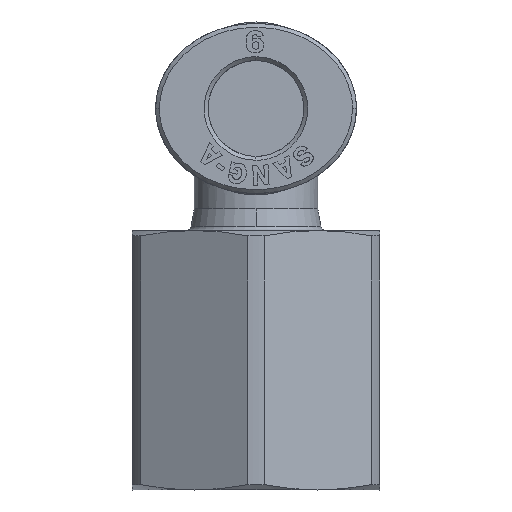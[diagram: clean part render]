
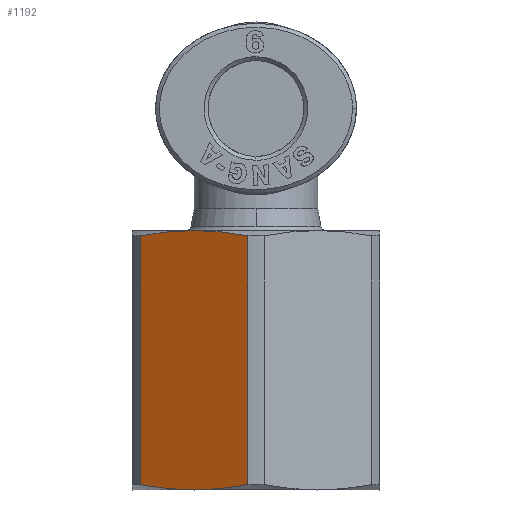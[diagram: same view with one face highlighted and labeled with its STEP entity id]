
A CAD part, left-side view. The second image highlights one B-rep face of the part: STEP entity #1192.
In plain terms, the highlighted planar face has unit normal (-0.866, 0.5, 0).
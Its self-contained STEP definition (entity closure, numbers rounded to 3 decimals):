
#184 = VERTEX_POINT ( 'NONE', #17611 ) ;
#290 = CARTESIAN_POINT ( 'NONE',  ( -5.646, 4., -8.116 ) ) ;
#470 = CARTESIAN_POINT ( 'NONE',  ( -4.304, 6.324, -8.245 ) ) ;
#781 = CARTESIAN_POINT ( 'NONE',  ( -4.304, 6.324, -24.787 ) ) ;
#1033 = ORIENTED_EDGE ( 'NONE', *, *, #18556, .T. ) ;
#1192 = ADVANCED_FACE ( 'NONE', ( #3198 ), #13865, .T. ) ;
#1975 = AXIS2_PLACEMENT_3D ( 'NONE', #2584, #18479, #12772 ) ;
#2407 = LINE ( 'NONE', #16030, #12194 ) ;
#2436 = CARTESIAN_POINT ( 'NONE',  ( -5.646, 4., -24.916 ) ) ;
#2478 = VERTEX_POINT ( 'NONE', #6652 ) ;
#2584 = CARTESIAN_POINT ( 'NONE',  ( -7.955, 0., -24.916 ) ) ;
#2767 = CARTESIAN_POINT ( 'NONE',  ( -6.988, 1.676, -8.245 ) ) ;
#2837 = B_SPLINE_CURVE_WITH_KNOTS ( 'NONE', 3,
 ( #290, #17890, #470, #7471 ),
 .UNSPECIFIED., .F., .F.,
 ( 4, 4 ),
 ( 0., 0.004 ),
 .UNSPECIFIED. ) ;
#3198 = FACE_OUTER_BOUND ( 'NONE', #11174, .T. ) ;
#3236 = CARTESIAN_POINT ( 'NONE',  ( -5.646, 4., -24.916 ) ) ;
#3945 = B_SPLINE_CURVE_WITH_KNOTS ( 'NONE', 3,
 ( #8415, #2767, #18733, #8481 ),
 .UNSPECIFIED., .F., .F.,
 ( 4, 4 ),
 ( 0., 0.004 ),
 .UNSPECIFIED. ) ;
#4641 = CARTESIAN_POINT ( 'NONE',  ( -5.646, 4., -8.116 ) ) ;
#5289 = VERTEX_POINT ( 'NONE', #4641 ) ;
#5737 = DIRECTION ( 'NONE',  ( 0., 0., -1. ) ) ;
#5761 = DIRECTION ( 'NONE',  ( 0., 0., 1. ) ) ;
#6085 = VERTEX_POINT ( 'NONE', #10773 ) ;
#6652 = CARTESIAN_POINT ( 'NONE',  ( -3.64, 7.475, -24.57 ) ) ;
#6969 = ORIENTED_EDGE ( 'NONE', *, *, #13408, .T. ) ;
#7471 = CARTESIAN_POINT ( 'NONE',  ( -3.64, 7.475, -8.462 ) ) ;
#7840 = B_SPLINE_CURVE_WITH_KNOTS ( 'NONE', 3,
 ( #8955, #10433, #8831, #3236 ),
 .UNSPECIFIED., .F., .F.,
 ( 4, 4 ),
 ( 0., 0.004 ),
 .UNSPECIFIED. ) ;
#8138 = ORIENTED_EDGE ( 'NONE', *, *, #17221, .F. ) ;
#8415 = CARTESIAN_POINT ( 'NONE',  ( -7.652, 0.525, -8.462 ) ) ;
#8481 = CARTESIAN_POINT ( 'NONE',  ( -5.646, 4., -8.116 ) ) ;
#8582 = ORIENTED_EDGE ( 'NONE', *, *, #14309, .T. ) ;
#8831 = CARTESIAN_POINT ( 'NONE',  ( -6.32, 2.833, -24.916 ) ) ;
#8955 = CARTESIAN_POINT ( 'NONE',  ( -7.652, 0.525, -24.57 ) ) ;
#10283 = VECTOR ( 'NONE', #5737, 1000. ) ;
#10433 = CARTESIAN_POINT ( 'NONE',  ( -6.988, 1.676, -24.787 ) ) ;
#10773 = CARTESIAN_POINT ( 'NONE',  ( -7.652, 0.525, -8.462 ) ) ;
#11009 = B_SPLINE_CURVE_WITH_KNOTS ( 'NONE', 3,
 ( #2436, #13842, #781, #16751 ),
 .UNSPECIFIED., .F., .F.,
 ( 4, 4 ),
 ( 0., 0.004 ),
 .UNSPECIFIED. ) ;
#11174 = EDGE_LOOP ( 'NONE', ( #8138, #14456, #6969, #8582, #15620, #1033 ) ) ;
#11686 = EDGE_CURVE ( 'NONE', #11719, #17393, #7840, .T. ) ;
#11719 = VERTEX_POINT ( 'NONE', #14189 ) ;
#12194 = VECTOR ( 'NONE', #5761, 1000. ) ;
#12772 = DIRECTION ( 'NONE',  ( -0.5, -0.866, 0. ) ) ;
#13408 = EDGE_CURVE ( 'NONE', #11719, #6085, #2407, .T. ) ;
#13842 = CARTESIAN_POINT ( 'NONE',  ( -4.972, 5.167, -24.916 ) ) ;
#13865 = PLANE ( 'NONE',  #1975 ) ;
#14159 = LINE ( 'NONE', #15741, #10283 ) ;
#14189 = CARTESIAN_POINT ( 'NONE',  ( -7.652, 0.525, -24.57 ) ) ;
#14309 = EDGE_CURVE ( 'NONE', #6085, #5289, #3945, .T. ) ;
#14456 = ORIENTED_EDGE ( 'NONE', *, *, #11686, .F. ) ;
#15620 = ORIENTED_EDGE ( 'NONE', *, *, #18110, .T. ) ;
#15741 = CARTESIAN_POINT ( 'NONE',  ( -3.64, 7.475, -24.916 ) ) ;
#16030 = CARTESIAN_POINT ( 'NONE',  ( -7.652, 0.525, -24.916 ) ) ;
#16751 = CARTESIAN_POINT ( 'NONE',  ( -3.64, 7.475, -24.57 ) ) ;
#17221 = EDGE_CURVE ( 'NONE', #17393, #2478, #11009, .T. ) ;
#17393 = VERTEX_POINT ( 'NONE', #18522 ) ;
#17611 = CARTESIAN_POINT ( 'NONE',  ( -3.64, 7.475, -8.462 ) ) ;
#17890 = CARTESIAN_POINT ( 'NONE',  ( -4.972, 5.167, -8.116 ) ) ;
#18110 = EDGE_CURVE ( 'NONE', #5289, #184, #2837, .T. ) ;
#18479 = DIRECTION ( 'NONE',  ( -0.866, 0.5, 0. ) ) ;
#18522 = CARTESIAN_POINT ( 'NONE',  ( -5.646, 4., -24.916 ) ) ;
#18556 = EDGE_CURVE ( 'NONE', #184, #2478, #14159, .T. ) ;
#18733 = CARTESIAN_POINT ( 'NONE',  ( -6.32, 2.833, -8.116 ) ) ;
